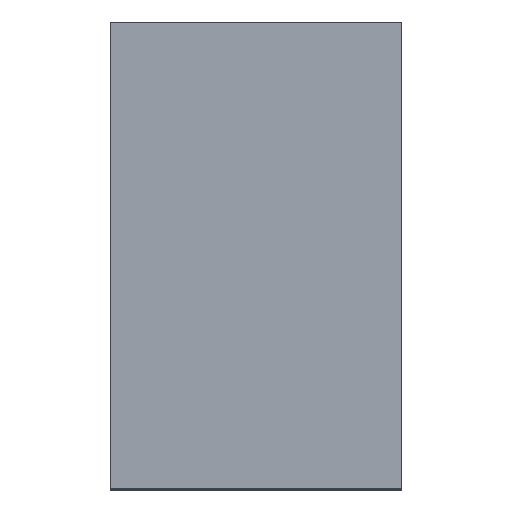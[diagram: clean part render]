
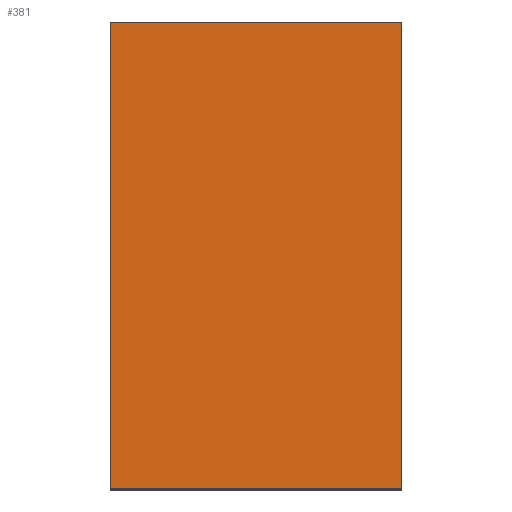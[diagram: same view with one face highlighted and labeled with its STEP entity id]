
A CAD part, top view. The second image highlights one B-rep face of the part: STEP entity #381.
In plain terms, the highlighted planar face has unit normal (0, 0, 1).
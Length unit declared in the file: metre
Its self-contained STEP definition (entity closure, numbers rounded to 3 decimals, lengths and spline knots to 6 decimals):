
#16=LINE('',#580,#52);
#26=LINE('',#605,#62);
#27=LINE('',#607,#63);
#28=LINE('',#609,#64);
#52=VECTOR('',#466,1.);
#62=VECTOR('',#484,1.);
#63=VECTOR('',#487,1.);
#64=VECTOR('',#488,1.);
#87=PLANE('',#423);
#123=ORIENTED_EDGE('',*,*,#218,.F.);
#124=ORIENTED_EDGE('',*,*,#219,.F.);
#125=ORIENTED_EDGE('',*,*,#217,.T.);
#126=ORIENTED_EDGE('',*,*,#205,.T.);
#205=EDGE_CURVE('',#254,#253,#16,.T.);
#217=EDGE_CURVE('',#263,#254,#26,.T.);
#218=EDGE_CURVE('',#265,#253,#27,.T.);
#219=EDGE_CURVE('',#263,#265,#28,.T.);
#253=VERTEX_POINT('',#579);
#254=VERTEX_POINT('',#581);
#263=VERTEX_POINT('',#602);
#265=VERTEX_POINT('',#608);
#302=EDGE_LOOP('',(#123,#124,#125,#126));
#340=FACE_BOUND('',#302,.T.);
#381=ADVANCED_FACE('',(#340),#87,.T.);
#423=AXIS2_PLACEMENT_3D('',#606,#485,#486);
#466=DIRECTION('',(0.,1.,0.));
#484=DIRECTION('',(1.,0.,0.));
#485=DIRECTION('',(0.,0.,1.));
#486=DIRECTION('',(1.,0.,0.));
#487=DIRECTION('',(1.,0.,0.));
#488=DIRECTION('',(0.,1.,0.));
#579=CARTESIAN_POINT('',(0.0127,-0.127,0.168275));
#580=CARTESIAN_POINT('',(0.0127,-0.16764,0.168275));
#581=CARTESIAN_POINT('',(0.0127,-0.16764,0.168275));
#602=CARTESIAN_POINT('',(-0.0127,-0.16764,0.168275));
#605=CARTESIAN_POINT('',(0.,-0.16764,0.168275));
#606=CARTESIAN_POINT('',(0.,-0.16764,0.168275));
#607=CARTESIAN_POINT('',(0.,-0.127,0.168275));
#608=CARTESIAN_POINT('',(-0.0127,-0.127,0.168275));
#609=CARTESIAN_POINT('',(-0.0127,-0.16764,0.168275));
